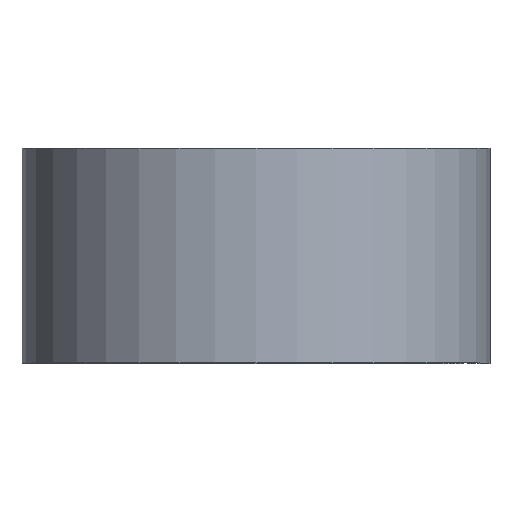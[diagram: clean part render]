
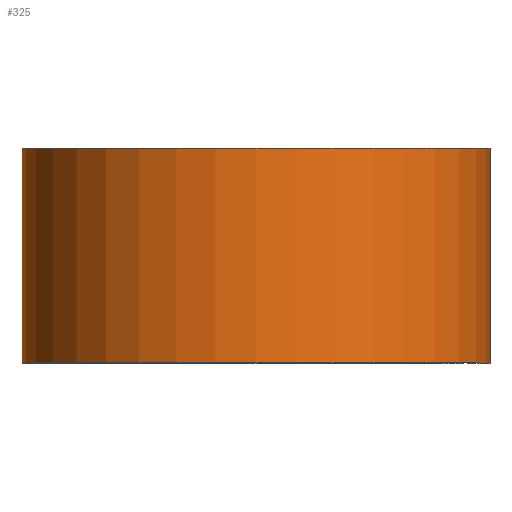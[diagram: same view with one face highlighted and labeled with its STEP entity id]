
A CAD part, top view. The second image highlights one B-rep face of the part: STEP entity #325.
In plain terms, the highlighted cylindrical face has radius 24.232 mm (diameter 48.463 mm), a partial arc.
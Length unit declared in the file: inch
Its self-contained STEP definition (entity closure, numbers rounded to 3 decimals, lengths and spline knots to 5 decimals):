
#3 = CARTESIAN_POINT ( 'NONE',  ( 0., 0.4375, 0. ) ) ;
#33 = AXIS2_PLACEMENT_3D ( 'NONE', #670, #672, #677 ) ;
#37 = ORIENTED_EDGE ( 'NONE', *, *, #676, .T. ) ;
#38 = DIRECTION ( 'NONE',  ( 1., 0., 0. ) ) ;
#42 = CARTESIAN_POINT ( 'NONE',  ( 0., 0.4375, 0. ) ) ;
#50 = EDGE_LOOP ( 'NONE', ( #62, #205, #734, #37 ) ) ;
#62 = ORIENTED_EDGE ( 'NONE', *, *, #106, .T. ) ;
#79 = DIRECTION ( 'NONE',  ( 0., 0., -1. ) ) ;
#99 = VERTEX_POINT ( 'NONE', #580 ) ;
#106 = EDGE_CURVE ( 'NONE', #143, #140, #321, .T. ) ;
#119 = DIRECTION ( 'NONE',  ( 0., 1., 0. ) ) ;
#135 = AXIS2_PLACEMENT_3D ( 'NONE', #42, #119, #38 ) ;
#140 = VERTEX_POINT ( 'NONE', #286 ) ;
#143 = VERTEX_POINT ( 'NONE', #295 ) ;
#166 = DIRECTION ( 'NONE',  ( 0., -1., 0. ) ) ;
#205 = ORIENTED_EDGE ( 'NONE', *, *, #539, .F. ) ;
#254 = CARTESIAN_POINT ( 'NONE',  ( 0.954, 0.4375, 0. ) ) ;
#259 = DIRECTION ( 'NONE',  ( 0., -1., 0. ) ) ;
#286 = CARTESIAN_POINT ( 'NONE',  ( 0.954, -0.4375, 0. ) ) ;
#295 = CARTESIAN_POINT ( 'NONE',  ( 0., -0.4375, -0.954 ) ) ;
#321 = CIRCLE ( 'NONE', #33, 0.954 ) ;
#325 = ADVANCED_FACE ( 'NONE', ( #450 ), #429, .T. ) ;
#356 = VECTOR ( 'NONE', #441, 39.37008 ) ;
#381 = CARTESIAN_POINT ( 'NONE',  ( 0.954, 0.4375, 0. ) ) ;
#413 = EDGE_CURVE ( 'NONE', #99, #705, #584, .T. ) ;
#419 = LINE ( 'NONE', #254, #560 ) ;
#429 = CYLINDRICAL_SURFACE ( 'NONE', #686, 0.954 ) ;
#441 = DIRECTION ( 'NONE',  ( 0., -1., 0. ) ) ;
#450 = FACE_OUTER_BOUND ( 'NONE', #50, .T. ) ;
#494 = CARTESIAN_POINT ( 'NONE',  ( 0., 0.4375, -0.954 ) ) ;
#517 = LINE ( 'NONE', #494, #356 ) ;
#539 = EDGE_CURVE ( 'NONE', #705, #140, #419, .T. ) ;
#560 = VECTOR ( 'NONE', #259, 39.37008 ) ;
#580 = CARTESIAN_POINT ( 'NONE',  ( 0., 0.4375, -0.954 ) ) ;
#584 = CIRCLE ( 'NONE', #135, 0.954 ) ;
#670 = CARTESIAN_POINT ( 'NONE',  ( 0., -0.4375, 0. ) ) ;
#672 = DIRECTION ( 'NONE',  ( 0., 1., 0. ) ) ;
#676 = EDGE_CURVE ( 'NONE', #99, #143, #517, .T. ) ;
#677 = DIRECTION ( 'NONE',  ( 1., 0., 0. ) ) ;
#686 = AXIS2_PLACEMENT_3D ( 'NONE', #3, #166, #79 ) ;
#705 = VERTEX_POINT ( 'NONE', #381 ) ;
#734 = ORIENTED_EDGE ( 'NONE', *, *, #413, .F. ) ;
